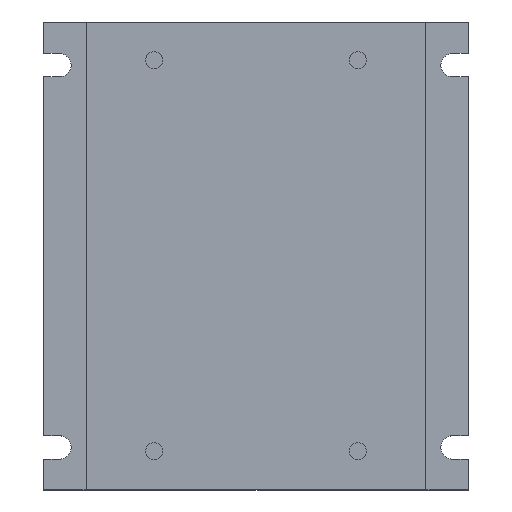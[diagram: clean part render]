
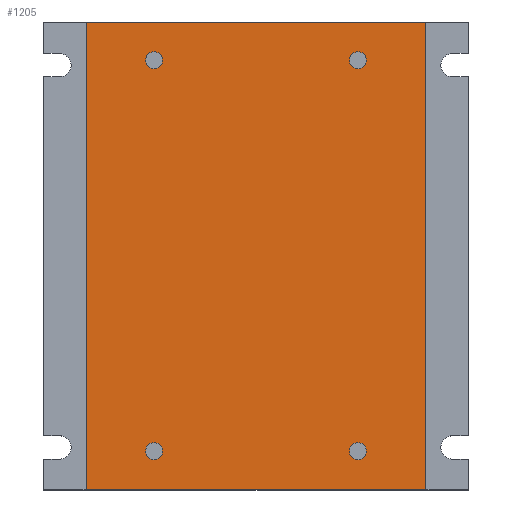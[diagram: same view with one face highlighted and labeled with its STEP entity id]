
A CAD part, top view. The second image highlights one B-rep face of the part: STEP entity #1205.
In plain terms, the highlighted planar face has unit normal (0, 0, 1).
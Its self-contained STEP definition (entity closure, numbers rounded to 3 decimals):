
#67 = DIRECTION ( 'NONE',  ( 1., 0., 0. ) ) ;
#88 = AXIS2_PLACEMENT_3D ( 'NONE', #1520, #1265, #1039 ) ;
#116 = CIRCLE ( 'NONE', #2300, 2. ) ;
#130 = CARTESIAN_POINT ( 'NONE',  ( 212., 188.5, 72. ) ) ;
#166 = CARTESIAN_POINT ( 'NONE',  ( 166., 188.5, 72. ) ) ;
#167 = VECTOR ( 'NONE', #3016, 1000. ) ;
#189 = EDGE_CURVE ( 'NONE', #3058, #1490, #116, .T. ) ;
#194 = CARTESIAN_POINT ( 'NONE',  ( 150., 70., 72. ) ) ;
#222 = CARTESIAN_POINT ( 'NONE',  ( 150., 197.5, 72. ) ) ;
#236 = CARTESIAN_POINT ( 'NONE',  ( 216., 188.5, 72. ) ) ;
#240 = CARTESIAN_POINT ( 'NONE',  ( 230., 70., 72. ) ) ;
#245 = EDGE_LOOP ( 'NONE', ( #1418, #853 ) ) ;
#263 = VECTOR ( 'NONE', #3352, 1000. ) ;
#334 = ORIENTED_EDGE ( 'NONE', *, *, #1796, .T. ) ;
#354 = EDGE_CURVE ( 'NONE', #966, #437, #1513, .T. ) ;
#367 = EDGE_CURVE ( 'NONE', #2486, #2031, #1111, .T. ) ;
#437 = VERTEX_POINT ( 'NONE', #130 ) ;
#454 = ORIENTED_EDGE ( 'NONE', *, *, #2150, .F. ) ;
#488 = LINE ( 'NONE', #240, #1749 ) ;
#491 = CARTESIAN_POINT ( 'NONE',  ( 216., 96.5, 72. ) ) ;
#517 = DIRECTION ( 'NONE',  ( 0., 0., -1. ) ) ;
#525 = CARTESIAN_POINT ( 'NONE',  ( 230., 197.5, 72. ) ) ;
#535 = DIRECTION ( 'NONE',  ( 0., 0., -1. ) ) ;
#584 = EDGE_CURVE ( 'NONE', #2033, #2031, #488, .T. ) ;
#637 = VERTEX_POINT ( 'NONE', #1692 ) ;
#660 = CARTESIAN_POINT ( 'NONE',  ( 212., 96.5, 72. ) ) ;
#676 = FACE_BOUND ( 'NONE', #245, .T. ) ;
#735 = CARTESIAN_POINT ( 'NONE',  ( 178.5, 70., 72. ) ) ;
#751 = CARTESIAN_POINT ( 'NONE',  ( 166., 96.5, 72. ) ) ;
#764 = CIRCLE ( 'NONE', #3015, 2. ) ;
#822 = ORIENTED_EDGE ( 'NONE', *, *, #189, .T. ) ;
#853 = ORIENTED_EDGE ( 'NONE', *, *, #2357, .T. ) ;
#905 = DIRECTION ( 'NONE',  ( 1., 0., 0. ) ) ;
#907 = CARTESIAN_POINT ( 'NONE',  ( 180., 87.5, 72. ) ) ;
#966 = VERTEX_POINT ( 'NONE', #236 ) ;
#994 = FACE_OUTER_BOUND ( 'NONE', #1650, .T. ) ;
#1039 = DIRECTION ( 'NONE',  ( 1., 0., 0. ) ) ;
#1091 = CARTESIAN_POINT ( 'NONE',  ( 180., 197.5, 72. ) ) ;
#1111 = LINE ( 'NONE', #1091, #167 ) ;
#1161 = CARTESIAN_POINT ( 'NONE',  ( 164., 96.5, 72. ) ) ;
#1167 = AXIS2_PLACEMENT_3D ( 'NONE', #735, #2004, #2601 ) ;
#1168 = LINE ( 'NONE', #194, #3085 ) ;
#1205 = ADVANCED_FACE ( 'NONE', ( #2392, #676, #994, #3350, #1795 ), #2536, .T. ) ;
#1265 = DIRECTION ( 'NONE',  ( 0., 0., -1. ) ) ;
#1291 = DIRECTION ( 'NONE',  ( 0., 1., 0. ) ) ;
#1326 = CIRCLE ( 'NONE', #88, 2. ) ;
#1340 = DIRECTION ( 'NONE',  ( 1., 0., 0. ) ) ;
#1386 = DIRECTION ( 'NONE',  ( 0., 0., -1. ) ) ;
#1418 = ORIENTED_EDGE ( 'NONE', *, *, #3095, .T. ) ;
#1433 = EDGE_CURVE ( 'NONE', #437, #966, #2238, .T. ) ;
#1466 = CARTESIAN_POINT ( 'NONE',  ( 164., 188.5, 72. ) ) ;
#1484 = AXIS2_PLACEMENT_3D ( 'NONE', #751, #1811, #2892 ) ;
#1490 = VERTEX_POINT ( 'NONE', #1466 ) ;
#1499 = VERTEX_POINT ( 'NONE', #1746 ) ;
#1513 = CIRCLE ( 'NONE', #2765, 2. ) ;
#1520 = CARTESIAN_POINT ( 'NONE',  ( 214., 96.5, 72. ) ) ;
#1650 = EDGE_LOOP ( 'NONE', ( #2964, #2461, #454, #2364 ) ) ;
#1692 = CARTESIAN_POINT ( 'NONE',  ( 150., 87.5, 72. ) ) ;
#1746 = CARTESIAN_POINT ( 'NONE',  ( 168., 96.5, 72. ) ) ;
#1749 = VECTOR ( 'NONE', #1291, 1000. ) ;
#1795 = FACE_BOUND ( 'NONE', #2700, .T. ) ;
#1796 = EDGE_CURVE ( 'NONE', #1490, #3058, #2979, .T. ) ;
#1811 = DIRECTION ( 'NONE',  ( 0., 0., -1. ) ) ;
#1848 = EDGE_CURVE ( 'NONE', #637, #2486, #1168, .T. ) ;
#1983 = ORIENTED_EDGE ( 'NONE', *, *, #354, .T. ) ;
#1986 = LINE ( 'NONE', #907, #263 ) ;
#2004 = DIRECTION ( 'NONE',  ( 0., 0., 1. ) ) ;
#2023 = CARTESIAN_POINT ( 'NONE',  ( 166., 188.5, 72. ) ) ;
#2031 = VERTEX_POINT ( 'NONE', #525 ) ;
#2033 = VERTEX_POINT ( 'NONE', #2692 ) ;
#2045 = AXIS2_PLACEMENT_3D ( 'NONE', #2731, #1386, #67 ) ;
#2150 = EDGE_CURVE ( 'NONE', #2033, #637, #1986, .T. ) ;
#2217 = VERTEX_POINT ( 'NONE', #660 ) ;
#2219 = CIRCLE ( 'NONE', #2682, 2. ) ;
#2235 = CARTESIAN_POINT ( 'NONE',  ( 166., 96.5, 72. ) ) ;
#2238 = CIRCLE ( 'NONE', #2045, 2. ) ;
#2300 = AXIS2_PLACEMENT_3D ( 'NONE', #166, #517, #3212 ) ;
#2357 = EDGE_CURVE ( 'NONE', #2217, #2904, #1326, .T. ) ;
#2364 = ORIENTED_EDGE ( 'NONE', *, *, #584, .T. ) ;
#2392 = FACE_BOUND ( 'NONE', #2551, .T. ) ;
#2461 = ORIENTED_EDGE ( 'NONE', *, *, #1848, .F. ) ;
#2467 = ORIENTED_EDGE ( 'NONE', *, *, #2780, .T. ) ;
#2471 = AXIS2_PLACEMENT_3D ( 'NONE', #2023, #2527, #3339 ) ;
#2486 = VERTEX_POINT ( 'NONE', #222 ) ;
#2513 = DIRECTION ( 'NONE',  ( 0., 0., -1. ) ) ;
#2527 = DIRECTION ( 'NONE',  ( 0., 0., -1. ) ) ;
#2536 = PLANE ( 'NONE',  #1167 ) ;
#2551 = EDGE_LOOP ( 'NONE', ( #1983, #2813 ) ) ;
#2601 = DIRECTION ( 'NONE',  ( 1., 0., 0. ) ) ;
#2665 = VERTEX_POINT ( 'NONE', #1161 ) ;
#2682 = AXIS2_PLACEMENT_3D ( 'NONE', #3362, #2513, #3030 ) ;
#2692 = CARTESIAN_POINT ( 'NONE',  ( 230., 87.5, 72. ) ) ;
#2700 = EDGE_LOOP ( 'NONE', ( #3455, #2467 ) ) ;
#2731 = CARTESIAN_POINT ( 'NONE',  ( 214., 188.5, 72. ) ) ;
#2762 = CARTESIAN_POINT ( 'NONE',  ( 168., 188.5, 72. ) ) ;
#2765 = AXIS2_PLACEMENT_3D ( 'NONE', #2943, #535, #1340 ) ;
#2780 = EDGE_CURVE ( 'NONE', #2665, #1499, #764, .T. ) ;
#2813 = ORIENTED_EDGE ( 'NONE', *, *, #1433, .T. ) ;
#2892 = DIRECTION ( 'NONE',  ( 1., 0., 0. ) ) ;
#2904 = VERTEX_POINT ( 'NONE', #491 ) ;
#2911 = DIRECTION ( 'NONE',  ( 0., 1., 0. ) ) ;
#2943 = CARTESIAN_POINT ( 'NONE',  ( 214., 188.5, 72. ) ) ;
#2944 = EDGE_LOOP ( 'NONE', ( #822, #334 ) ) ;
#2960 = CIRCLE ( 'NONE', #1484, 2. ) ;
#2964 = ORIENTED_EDGE ( 'NONE', *, *, #367, .F. ) ;
#2979 = CIRCLE ( 'NONE', #2471, 2. ) ;
#3015 = AXIS2_PLACEMENT_3D ( 'NONE', #2235, #3319, #905 ) ;
#3016 = DIRECTION ( 'NONE',  ( 1., 0., 0. ) ) ;
#3030 = DIRECTION ( 'NONE',  ( 1., 0., 0. ) ) ;
#3058 = VERTEX_POINT ( 'NONE', #2762 ) ;
#3085 = VECTOR ( 'NONE', #2911, 1000. ) ;
#3095 = EDGE_CURVE ( 'NONE', #2904, #2217, #2219, .T. ) ;
#3212 = DIRECTION ( 'NONE',  ( 1., 0., 0. ) ) ;
#3317 = EDGE_CURVE ( 'NONE', #1499, #2665, #2960, .T. ) ;
#3319 = DIRECTION ( 'NONE',  ( 0., 0., -1. ) ) ;
#3339 = DIRECTION ( 'NONE',  ( 1., 0., 0. ) ) ;
#3350 = FACE_BOUND ( 'NONE', #2944, .T. ) ;
#3352 = DIRECTION ( 'NONE',  ( -1., 0., 0. ) ) ;
#3362 = CARTESIAN_POINT ( 'NONE',  ( 214., 96.5, 72. ) ) ;
#3455 = ORIENTED_EDGE ( 'NONE', *, *, #3317, .T. ) ;
